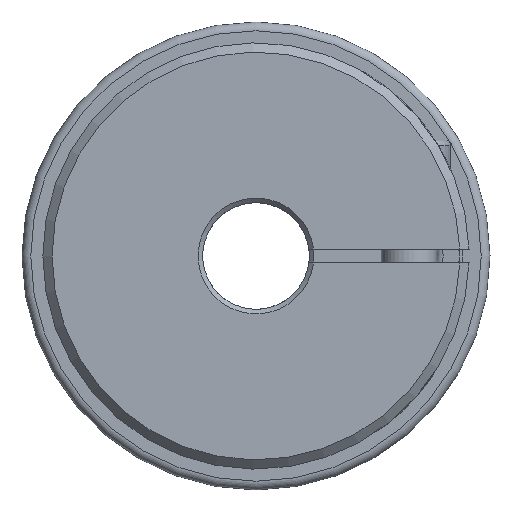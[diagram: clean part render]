
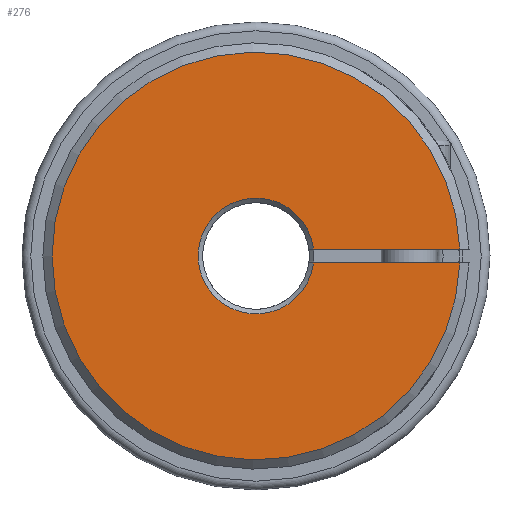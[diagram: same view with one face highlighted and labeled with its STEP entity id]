
A CAD part, left-side view. The second image highlights one B-rep face of the part: STEP entity #276.
In plain terms, the highlighted planar face has unit normal (-1, 0, 0).
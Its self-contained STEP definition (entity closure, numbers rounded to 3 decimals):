
#276 = ADVANCED_FACE( '', ( #632 ), #633, .T. );
#632 = FACE_OUTER_BOUND( '', #1051, .T. );
#633 = PLANE( '', #1052 );
#1051 = EDGE_LOOP( '', ( #1731, #1732, #1733, #1734 ) );
#1052 = AXIS2_PLACEMENT_3D( '', #1735, #1736, #1737 );
#1731 = ORIENTED_EDGE( '', *, *, #2279, .T. );
#1732 = ORIENTED_EDGE( '', *, *, #2286, .T. );
#1733 = ORIENTED_EDGE( '', *, *, #2303, .T. );
#1734 = ORIENTED_EDGE( '', *, *, #2240, .T. );
#1735 = CARTESIAN_POINT( '', ( -41.077, 0., 8. ) );
#1736 = DIRECTION( '', ( -1., 0., 0. ) );
#1737 = DIRECTION( '', ( 0., 0., 1. ) );
#2240 = EDGE_CURVE( '', #2658, #2660, #2662, .T. );
#2279 = EDGE_CURVE( '', #2660, #2715, #2717, .T. );
#2286 = EDGE_CURVE( '', #2715, #2724, #2726, .T. );
#2303 = EDGE_CURVE( '', #2724, #2658, #2749, .T. );
#2658 = VERTEX_POINT( '', #3534 );
#2660 = VERTEX_POINT( '', #3537 );
#2662 = CIRCLE( '', #3540, 44. );
#2715 = VERTEX_POINT( '', #3608 );
#2717 = LINE( '', #3610, #3611 );
#2724 = VERTEX_POINT( '', #3620 );
#2726 = CIRCLE( '', #3622, 12.5 );
#2749 = LINE( '', #3649, #3650 );
#3534 = CARTESIAN_POINT( '', ( -41.077, -43.974, 1.5 ) );
#3537 = CARTESIAN_POINT( '', ( -41.077, -43.974, -1.5 ) );
#3540 = AXIS2_PLACEMENT_3D( '', #3998, #3999, #4000 );
#3608 = CARTESIAN_POINT( '', ( -41.077, -12.41, -1.5 ) );
#3610 = CARTESIAN_POINT( '', ( -41.077, 0., -1.5 ) );
#3611 = VECTOR( '', #4057, 1000. );
#3620 = CARTESIAN_POINT( '', ( -41.077, -12.41, 1.5 ) );
#3622 = AXIS2_PLACEMENT_3D( '', #4066, #4067, #4068 );
#3649 = CARTESIAN_POINT( '', ( -41.077, 0., 1.5 ) );
#3650 = VECTOR( '', #4085, 1000. );
#3998 = CARTESIAN_POINT( '', ( -41.077, 0., 0. ) );
#3999 = DIRECTION( '', ( -1., 0., 0. ) );
#4000 = DIRECTION( '', ( 0., 0., 1. ) );
#4057 = DIRECTION( '', ( 0., 1., 0. ) );
#4066 = CARTESIAN_POINT( '', ( -41.077, 0., 0. ) );
#4067 = DIRECTION( '', ( 1., 0., 0. ) );
#4068 = DIRECTION( '', ( 0., 0., 1. ) );
#4085 = DIRECTION( '', ( 0., -1., 0. ) );
